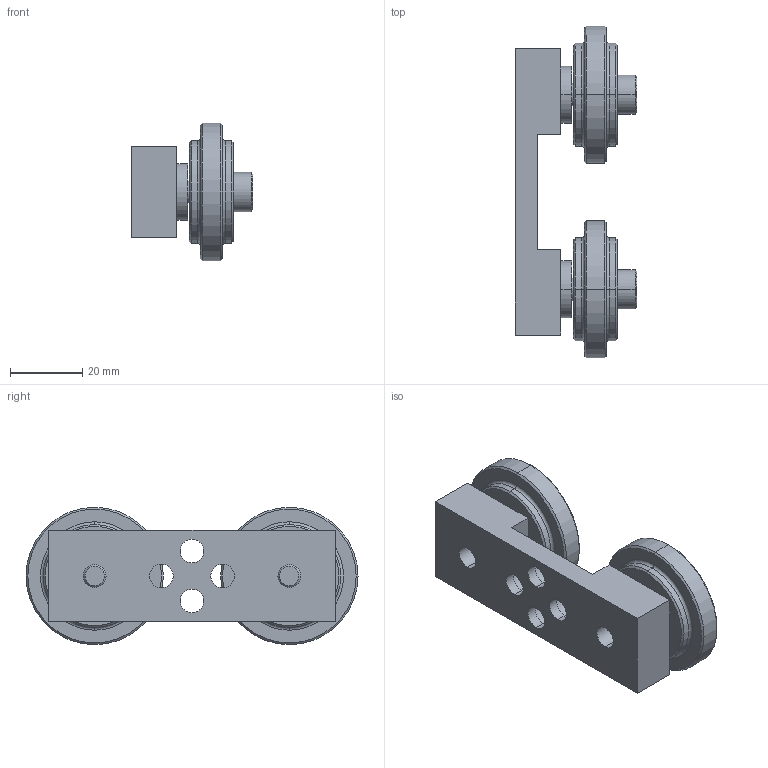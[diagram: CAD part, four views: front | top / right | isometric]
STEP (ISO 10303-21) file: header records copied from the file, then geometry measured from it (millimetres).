
FILE_DESCRIPTION (( 'STEP AP203' ), '1' );
FILE_NAME ('47065T973_T-Slotted Framing.STEP', '2021-07-11T07:04:57', ( 'Administrator' ), ( 'Managed by Terraform' ), 'SwSTEP 2.0', 'SolidWorks 2017', '' );
FILE_SCHEMA (( 'CONFIG_CONTROL_DESIGN' ));
Length unit declared in the file: inch
Products named in the file (1): 47065T973_T-Slotted Framing
Bounding box: 33.83 x 92.08 x 38.1 mm (x, y, z)
Volume: 42403.8 mm3; surface area: 15773.1 mm2
Topology: 3 solids, 3 shells, 110 faces, 232 edges, 144 vertices
Faces by surface type: cylinder 48, plane 30, cone 24, torus 8
Entity records: 3075 total; most frequent: DIRECTION 590, CARTESIAN_POINT 487, ORIENTED_EDGE 464, AXIS2_PLACEMENT_3D 247, EDGE_CURVE 232, VERTEX_POINT 144, EDGE_LOOP 138, CIRCLE 136
